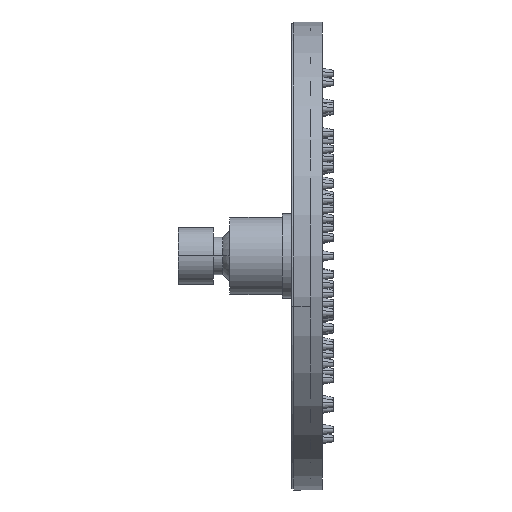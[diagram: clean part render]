
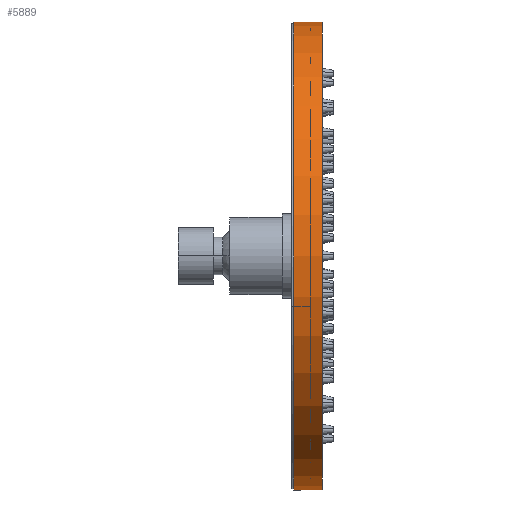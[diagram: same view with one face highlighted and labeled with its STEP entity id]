
A CAD part, left-side view. The second image highlights one B-rep face of the part: STEP entity #5889.
In plain terms, the highlighted cylindrical face has radius 100 mm (diameter 200 mm), a partial arc.
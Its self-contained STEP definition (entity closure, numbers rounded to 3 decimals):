
#6 = DIRECTION ( 'NONE',  ( 0., 0., 1. ) ) ;
#53 = CARTESIAN_POINT ( 'NONE',  ( 0., 1., 100. ) ) ;
#1693 = AXIS2_PLACEMENT_3D ( 'NONE', #17916, #18128, #6 ) ;
#1817 = VERTEX_POINT ( 'NONE', #15909 ) ;
#1991 = LINE ( 'NONE', #53, #11363 ) ;
#2171 = EDGE_CURVE ( 'NONE', #16163, #3851, #1991, .T. ) ;
#2419 = EDGE_CURVE ( 'NONE', #3851, #1817, #4810, .T. ) ;
#3123 = LINE ( 'NONE', #9300, #16510 ) ;
#3519 = EDGE_LOOP ( 'NONE', ( #18527, #20667, #10942, #7371 ) ) ;
#3851 = VERTEX_POINT ( 'NONE', #20505 ) ;
#4419 = CARTESIAN_POINT ( 'NONE',  ( 0., 12., 0. ) ) ;
#4634 = DIRECTION ( 'NONE',  ( 0., -1., 0. ) ) ;
#4810 = CIRCLE ( 'NONE', #1693, 100. ) ;
#5420 = AXIS2_PLACEMENT_3D ( 'NONE', #9499, #4634, #16134 ) ;
#5504 = CARTESIAN_POINT ( 'NONE',  ( 0., 12., -100. ) ) ;
#5889 = ADVANCED_FACE ( 'NONE', ( #9717 ), #9814, .T. ) ;
#7371 = ORIENTED_EDGE ( 'NONE', *, *, #16828, .F. ) ;
#7980 = AXIS2_PLACEMENT_3D ( 'NONE', #4419, #9291, #17551 ) ;
#9291 = DIRECTION ( 'NONE',  ( 0., 1., 0. ) ) ;
#9300 = CARTESIAN_POINT ( 'NONE',  ( 0., 1., -100. ) ) ;
#9499 = CARTESIAN_POINT ( 'NONE',  ( 0., 1., 0. ) ) ;
#9717 = FACE_OUTER_BOUND ( 'NONE', #3519, .T. ) ;
#9814 = CYLINDRICAL_SURFACE ( 'NONE', #5420, 100. ) ;
#10151 = EDGE_CURVE ( 'NONE', #16163, #18391, #14931, .T. ) ;
#10942 = ORIENTED_EDGE ( 'NONE', *, *, #2419, .T. ) ;
#11363 = VECTOR ( 'NONE', #11763, 1000. ) ;
#11763 = DIRECTION ( 'NONE',  ( 0., -1., 0. ) ) ;
#14931 = CIRCLE ( 'NONE', #7980, 100. ) ;
#15909 = CARTESIAN_POINT ( 'NONE',  ( 0., 0., -100. ) ) ;
#16134 = DIRECTION ( 'NONE',  ( 0., 0., -1. ) ) ;
#16163 = VERTEX_POINT ( 'NONE', #20417 ) ;
#16510 = VECTOR ( 'NONE', #21025, 1000. ) ;
#16828 = EDGE_CURVE ( 'NONE', #18391, #1817, #3123, .T. ) ;
#17551 = DIRECTION ( 'NONE',  ( 0., 0., 1. ) ) ;
#17916 = CARTESIAN_POINT ( 'NONE',  ( 0., 0., 0. ) ) ;
#18128 = DIRECTION ( 'NONE',  ( 0., 1., 0. ) ) ;
#18391 = VERTEX_POINT ( 'NONE', #5504 ) ;
#18527 = ORIENTED_EDGE ( 'NONE', *, *, #10151, .F. ) ;
#20417 = CARTESIAN_POINT ( 'NONE',  ( 0., 12., 100. ) ) ;
#20505 = CARTESIAN_POINT ( 'NONE',  ( 0., 0., 100. ) ) ;
#20667 = ORIENTED_EDGE ( 'NONE', *, *, #2171, .T. ) ;
#21025 = DIRECTION ( 'NONE',  ( 0., -1., 0. ) ) ;
